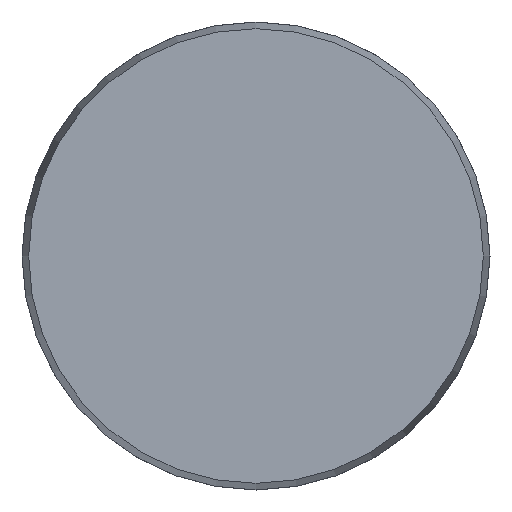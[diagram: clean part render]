
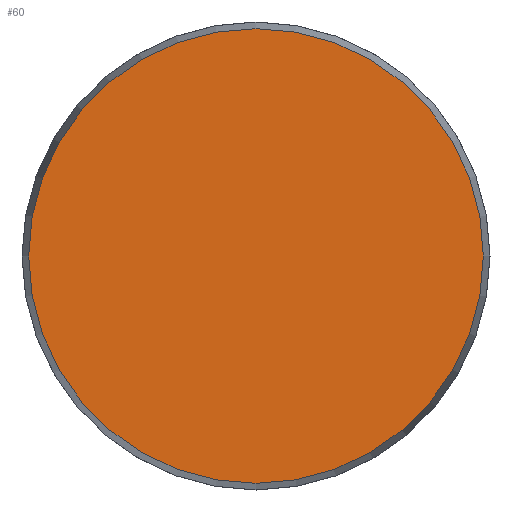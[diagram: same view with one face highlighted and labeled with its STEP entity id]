
A CAD part, front view. The second image highlights one B-rep face of the part: STEP entity #60.
In plain terms, the highlighted planar face has unit normal (0, -1, 0).
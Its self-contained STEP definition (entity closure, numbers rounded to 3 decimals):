
#41 = DIRECTION ( 'NONE',  ( 0., -1., 0. ) ) ;
#46 = AXIS2_PLACEMENT_3D ( 'NONE', #790, #221, #473 ) ;
#60 = ADVANCED_FACE ( 'NONE', ( #162 ), #331, .F. ) ;
#142 = VERTEX_POINT ( 'NONE', #636 ) ;
#162 = FACE_OUTER_BOUND ( 'NONE', #448, .T. ) ;
#221 = DIRECTION ( 'NONE',  ( 0., 1., 0. ) ) ;
#289 = DIRECTION ( 'NONE',  ( 0., 0., -1. ) ) ;
#331 = PLANE ( 'NONE',  #46 ) ;
#389 = CIRCLE ( 'NONE', #610, 29.143 ) ;
#448 = EDGE_LOOP ( 'NONE', ( #810 ) ) ;
#473 = DIRECTION ( 'NONE',  ( 0., 0., 1. ) ) ;
#521 = EDGE_CURVE ( 'NONE', #142, #142, #389, .T. ) ;
#606 = CARTESIAN_POINT ( 'NONE',  ( 0., 0., 0. ) ) ;
#610 = AXIS2_PLACEMENT_3D ( 'NONE', #606, #41, #289 ) ;
#636 = CARTESIAN_POINT ( 'NONE',  ( 0., 0., -29.143 ) ) ;
#790 = CARTESIAN_POINT ( 'NONE',  ( -29.143, 0., 0. ) ) ;
#810 = ORIENTED_EDGE ( 'NONE', *, *, #521, .T. ) ;
